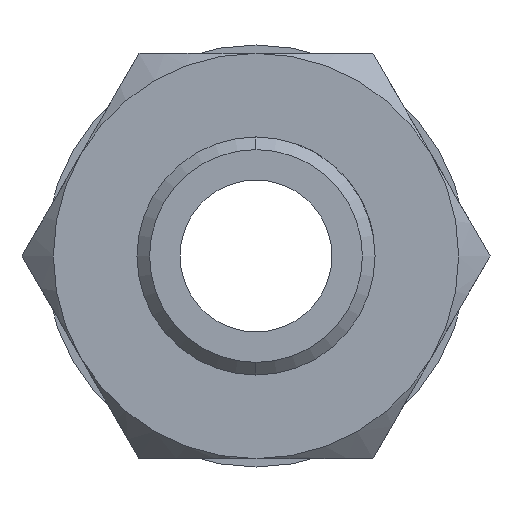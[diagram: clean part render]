
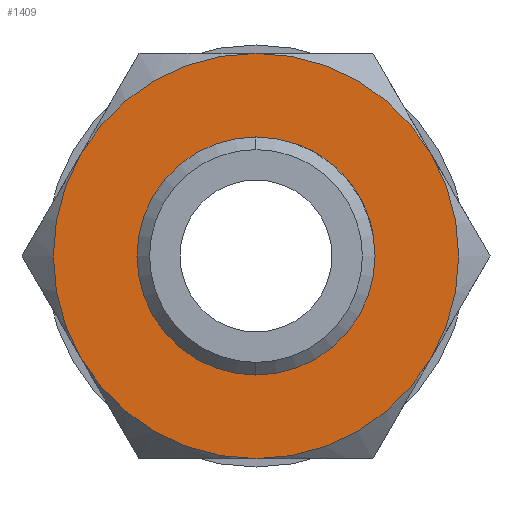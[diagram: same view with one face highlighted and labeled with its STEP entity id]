
A CAD part, left-side view. The second image highlights one B-rep face of the part: STEP entity #1409.
In plain terms, the highlighted planar face has unit normal (-1, 0, 0).
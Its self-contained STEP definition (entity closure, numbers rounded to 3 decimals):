
#1 = ORIENTED_EDGE ( 'NONE', *, *, #3060, .T. ) ;
#103 = ORIENTED_EDGE ( 'NONE', *, *, #3445, .F. ) ;
#234 = CARTESIAN_POINT ( 'NONE',  ( 26., 6.928, 4. ) ) ;
#369 = ORIENTED_EDGE ( 'NONE', *, *, #5179, .F. ) ;
#497 = FACE_OUTER_BOUND ( 'NONE', #1770, .T. ) ;
#586 = AXIS2_PLACEMENT_3D ( 'NONE', #848, #3321, #4989 ) ;
#600 = DIRECTION ( 'NONE',  ( 0., 0., 1. ) ) ;
#682 = EDGE_CURVE ( 'NONE', #1516, #3807, #1351, .T. ) ;
#848 = CARTESIAN_POINT ( 'NONE',  ( 26., 0., 0. ) ) ;
#1059 = CARTESIAN_POINT ( 'NONE',  ( 26., -6.928, 4. ) ) ;
#1108 = AXIS2_PLACEMENT_3D ( 'NONE', #1236, #2840, #2401 ) ;
#1112 = EDGE_LOOP ( 'NONE', ( #3680, #2041 ) ) ;
#1236 = CARTESIAN_POINT ( 'NONE',  ( 26., 0., 0. ) ) ;
#1255 = DIRECTION ( 'NONE',  ( 0., 0., 1. ) ) ;
#1280 = CIRCLE ( 'NONE', #2493, 4.7 ) ;
#1351 = CIRCLE ( 'NONE', #4401, 8. ) ;
#1353 = DIRECTION ( 'NONE',  ( 0., 0., -1. ) ) ;
#1376 = AXIS2_PLACEMENT_3D ( 'NONE', #2852, #4900, #5393 ) ;
#1409 = ADVANCED_FACE ( 'NONE', ( #2945, #497 ), #2867, .F. ) ;
#1516 = VERTEX_POINT ( 'NONE', #4742 ) ;
#1528 = AXIS2_PLACEMENT_3D ( 'NONE', #4532, #2458, #4124 ) ;
#1696 = VERTEX_POINT ( 'NONE', #4528 ) ;
#1770 = EDGE_LOOP ( 'NONE', ( #3834, #4191, #103, #369, #1, #1917 ) ) ;
#1865 = DIRECTION ( 'NONE',  ( -1., 0., 0. ) ) ;
#1917 = ORIENTED_EDGE ( 'NONE', *, *, #682, .F. ) ;
#1945 = DIRECTION ( 'NONE',  ( 0., 0., -1. ) ) ;
#1966 = CIRCLE ( 'NONE', #2848, 8. ) ;
#2038 = EDGE_CURVE ( 'NONE', #4762, #3948, #1280, .T. ) ;
#2041 = ORIENTED_EDGE ( 'NONE', *, *, #2192, .F. ) ;
#2055 = CIRCLE ( 'NONE', #5103, 4.7 ) ;
#2062 = CIRCLE ( 'NONE', #1108, 8. ) ;
#2144 = CARTESIAN_POINT ( 'NONE',  ( 26., 0., 4.7 ) ) ;
#2192 = EDGE_CURVE ( 'NONE', #3948, #4762, #2055, .T. ) ;
#2291 = VERTEX_POINT ( 'NONE', #1059 ) ;
#2401 = DIRECTION ( 'NONE',  ( 0., 0., -1. ) ) ;
#2437 = CARTESIAN_POINT ( 'NONE',  ( 26., 0., -4.7 ) ) ;
#2458 = DIRECTION ( 'NONE',  ( 1., 0., 0. ) ) ;
#2493 = AXIS2_PLACEMENT_3D ( 'NONE', #3767, #3351, #1255 ) ;
#2655 = VERTEX_POINT ( 'NONE', #4838 ) ;
#2778 = EDGE_CURVE ( 'NONE', #2655, #1516, #2062, .T. ) ;
#2840 = DIRECTION ( 'NONE',  ( 1., 0., 0. ) ) ;
#2848 = AXIS2_PLACEMENT_3D ( 'NONE', #4684, #3864, #1353 ) ;
#2852 = CARTESIAN_POINT ( 'NONE',  ( 26., 0., 0. ) ) ;
#2867 = PLANE ( 'NONE',  #1528 ) ;
#2945 = FACE_BOUND ( 'NONE', #1112, .T. ) ;
#3060 = EDGE_CURVE ( 'NONE', #4732, #3807, #4944, .T. ) ;
#3096 = CARTESIAN_POINT ( 'NONE',  ( 26., 0., 0. ) ) ;
#3124 = CARTESIAN_POINT ( 'NONE',  ( 26., 0., 0. ) ) ;
#3307 = EDGE_CURVE ( 'NONE', #1696, #2655, #1966, .T. ) ;
#3321 = DIRECTION ( 'NONE',  ( 1., 0., 0. ) ) ;
#3351 = DIRECTION ( 'NONE',  ( -1., 0., 0. ) ) ;
#3445 = EDGE_CURVE ( 'NONE', #2291, #1696, #5289, .T. ) ;
#3680 = ORIENTED_EDGE ( 'NONE', *, *, #2038, .F. ) ;
#3767 = CARTESIAN_POINT ( 'NONE',  ( 26., 0., 0. ) ) ;
#3807 = VERTEX_POINT ( 'NONE', #234 ) ;
#3834 = ORIENTED_EDGE ( 'NONE', *, *, #2778, .F. ) ;
#3864 = DIRECTION ( 'NONE',  ( 1., 0., 0. ) ) ;
#3948 = VERTEX_POINT ( 'NONE', #2437 ) ;
#4078 = CIRCLE ( 'NONE', #1376, 8. ) ;
#4124 = DIRECTION ( 'NONE',  ( 0., 0., -1. ) ) ;
#4191 = ORIENTED_EDGE ( 'NONE', *, *, #3307, .F. ) ;
#4200 = DIRECTION ( 'NONE',  ( -1., 0., 0. ) ) ;
#4238 = AXIS2_PLACEMENT_3D ( 'NONE', #4977, #4200, #5073 ) ;
#4253 = CARTESIAN_POINT ( 'NONE',  ( 26., 0., 8. ) ) ;
#4401 = AXIS2_PLACEMENT_3D ( 'NONE', #3124, #5258, #1945 ) ;
#4528 = CARTESIAN_POINT ( 'NONE',  ( 26., -6.928, -4. ) ) ;
#4532 = CARTESIAN_POINT ( 'NONE',  ( 26., 0., 0. ) ) ;
#4684 = CARTESIAN_POINT ( 'NONE',  ( 26., 0., 0. ) ) ;
#4732 = VERTEX_POINT ( 'NONE', #4253 ) ;
#4742 = CARTESIAN_POINT ( 'NONE',  ( 26., 6.928, -4. ) ) ;
#4762 = VERTEX_POINT ( 'NONE', #2144 ) ;
#4838 = CARTESIAN_POINT ( 'NONE',  ( 26., 0., -8. ) ) ;
#4900 = DIRECTION ( 'NONE',  ( 1., 0., 0. ) ) ;
#4944 = CIRCLE ( 'NONE', #4238, 8. ) ;
#4977 = CARTESIAN_POINT ( 'NONE',  ( 26., 0., 0. ) ) ;
#4989 = DIRECTION ( 'NONE',  ( 0., 0., -1. ) ) ;
#5073 = DIRECTION ( 'NONE',  ( 0., 0., 1. ) ) ;
#5103 = AXIS2_PLACEMENT_3D ( 'NONE', #3096, #1865, #600 ) ;
#5179 = EDGE_CURVE ( 'NONE', #4732, #2291, #4078, .T. ) ;
#5258 = DIRECTION ( 'NONE',  ( 1., 0., 0. ) ) ;
#5289 = CIRCLE ( 'NONE', #586, 8. ) ;
#5393 = DIRECTION ( 'NONE',  ( 0., 0., -1. ) ) ;
